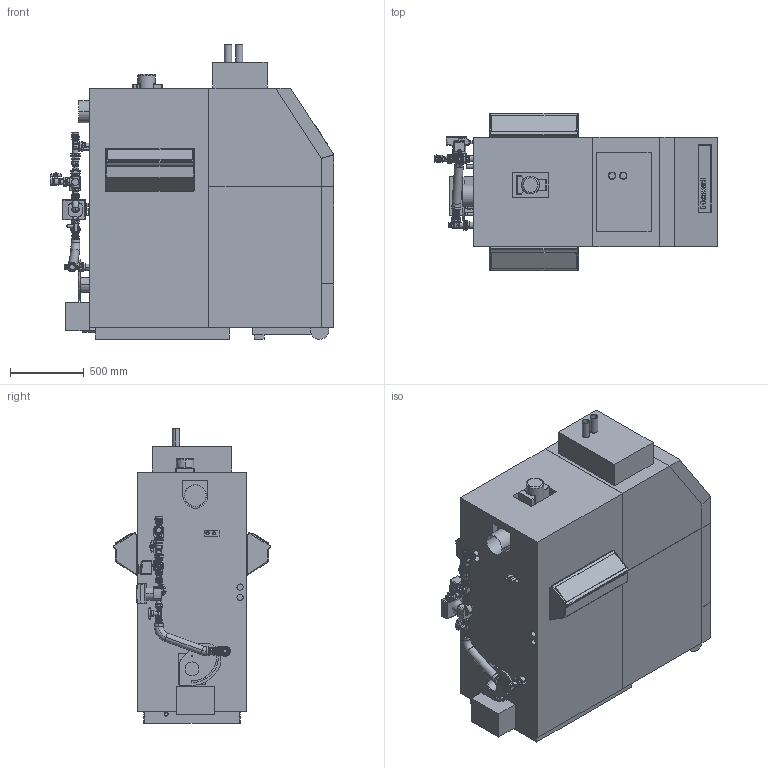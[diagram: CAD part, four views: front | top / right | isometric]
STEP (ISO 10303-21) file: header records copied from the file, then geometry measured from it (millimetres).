
FILE_DESCRIPTION(('CATIA V5 STEP Exchange'),'2;1');
FILE_NAME('4213097_30-BioLyt (50).stp','2014-05-23T13:26:25+00:00',('N.N.'),('Hovalwerke AG FL-9490 Vaduz'),'CATIA Version 5 Release 20 SP 7 (IN-10)','CATIA V5 STEP AP203','none');
FILE_SCHEMA(('CONFIG_CONTROL_DESIGN'));
Products named in the file (10): 4213097_BioLyt (50) Planerdaten 3D CSM_10490382_C83_000_00; _RLH 7-RH 32-18-MB (50)_10493809_C83_000_00; _RL-Hochhaltegruppe 7-RH 32-18 o.P._10322112_C83_004_00; 6022635_V01; 240500; 236383; messbagr; 2010063; 240470; 6022633_V02
Assembly tree (76 placements, depth 7):
  4213097_BioLyt (50) Planerdaten 3D CSM_10490382_C83_000_00
    #58  x2
    #1391
    #14317
    _RLH 7-RH 32-18-MB (50)_10493809_C83_000_00
      #17325
      #23085
      #37368
      _RL-Hochhaltegruppe 7-RH 32-18 o.P._10322112_C83_004_00
        6022635_V01
          #40001  x5
          #40185  x2
          #41182  x4
          #41366
          #47450  x4
          #50894
          240500
            #52430
            #55798
            #56425
            #60543
            #60982
          #62480  x2
          #62694  x4
          #64146
          #64753  x2
          #65521
          #65544
          236383
            #65575
            #66822
          #66948
          messbagr
            2010063
              #67133
              #67156
              #67179
            #67215
          #67296
          240470
            #70243
            #55798
            #56425
            #60543
            #60982
        #74156  x2
        6022633_V02
          #50894
          #47450  x2
          #41182  x2
          #41366
          #75628
          #62480
          #78678
          #79620
          #66948
        #80442
Bounding box: 1925.7 x 1071.39 x 2000 mm (x, y, z)
Volume: 2084761553.5 mm3; surface area: 22224926.8 mm2
Topology: 90 solids, 90 shells, 3571 faces, 8691 edges, 5175 vertices
Faces by surface type: cylinder 1292, plane 1057, cone 377, bspline 350, torus 280, sphere 210, revolution 5
Entity records: 81491 total; most frequent: CARTESIAN_POINT 30838, ORIENTED_EDGE 11310, DIRECTION 8051, EDGE_CURVE 5655, AXIS2_PLACEMENT_3D 3902, VERTEX_POINT 3483, EDGE_LOOP 2542, VECTOR 2387
